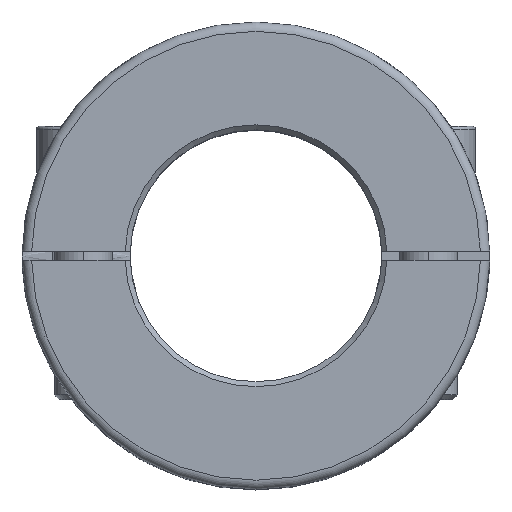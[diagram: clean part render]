
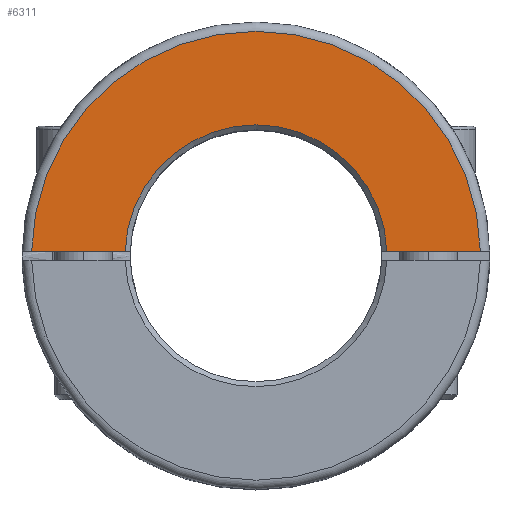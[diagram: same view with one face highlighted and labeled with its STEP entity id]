
A CAD part, top view. The second image highlights one B-rep face of the part: STEP entity #6311.
In plain terms, the highlighted planar face has unit normal (0, 0, 1).
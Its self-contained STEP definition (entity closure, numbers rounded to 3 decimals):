
#231 = DIRECTION ( 'NONE',  ( 1., 0., 0. ) ) ;
#244 = EDGE_LOOP ( 'NONE', ( #6452, #6392, #875, #1431 ) ) ;
#635 = CARTESIAN_POINT ( 'NONE',  ( -18.188, 0.65, 26.25 ) ) ;
#688 = CARTESIAN_POINT ( 'NONE',  ( 0., 0., 26.25 ) ) ;
#787 = EDGE_CURVE ( 'NONE', #4533, #5383, #7765, .T. ) ;
#792 = LINE ( 'NONE', #7640, #6078 ) ;
#875 = ORIENTED_EDGE ( 'NONE', *, *, #2301, .F. ) ;
#1121 = VECTOR ( 'NONE', #3975, 1000. ) ;
#1134 = AXIS2_PLACEMENT_3D ( 'NONE', #7691, #6553, #3939 ) ;
#1431 = ORIENTED_EDGE ( 'NONE', *, *, #6779, .T. ) ;
#2188 = VERTEX_POINT ( 'NONE', #4290 ) ;
#2301 = EDGE_CURVE ( 'NONE', #2686, #2188, #792, .T. ) ;
#2321 = CARTESIAN_POINT ( 'NONE',  ( 31.193, 0.65, 26.25 ) ) ;
#2663 = PLANE ( 'NONE',  #4350 ) ;
#2686 = VERTEX_POINT ( 'NONE', #635 ) ;
#3423 = FACE_OUTER_BOUND ( 'NONE', #244, .T. ) ;
#3835 = CIRCLE ( 'NONE', #7328, 31.2 ) ;
#3939 = DIRECTION ( 'NONE',  ( 1., 0., 0. ) ) ;
#3975 = DIRECTION ( 'NONE',  ( -1., 0., 0. ) ) ;
#4290 = CARTESIAN_POINT ( 'NONE',  ( -31.193, 0.65, 26.25 ) ) ;
#4350 = AXIS2_PLACEMENT_3D ( 'NONE', #688, #5915, #5238 ) ;
#4533 = VERTEX_POINT ( 'NONE', #2321 ) ;
#4536 = DIRECTION ( 'NONE',  ( -1., 0., 0. ) ) ;
#4735 = CARTESIAN_POINT ( 'NONE',  ( 18.188, 0.65, 26.25 ) ) ;
#4783 = CIRCLE ( 'NONE', #1134, 18.2 ) ;
#5238 = DIRECTION ( 'NONE',  ( 1., 0., 0. ) ) ;
#5383 = VERTEX_POINT ( 'NONE', #4735 ) ;
#5387 = EDGE_CURVE ( 'NONE', #4533, #2188, #3835, .T. ) ;
#5915 = DIRECTION ( 'NONE',  ( 0., 0., 1. ) ) ;
#6078 = VECTOR ( 'NONE', #4536, 1000. ) ;
#6311 = ADVANCED_FACE ( 'NONE', ( #3423 ), #2663, .T. ) ;
#6392 = ORIENTED_EDGE ( 'NONE', *, *, #5387, .T. ) ;
#6452 = ORIENTED_EDGE ( 'NONE', *, *, #787, .F. ) ;
#6553 = DIRECTION ( 'NONE',  ( 0., 0., -1. ) ) ;
#6779 = EDGE_CURVE ( 'NONE', #2686, #5383, #4783, .T. ) ;
#7169 = CARTESIAN_POINT ( 'NONE',  ( 0., 0.65, 26.25 ) ) ;
#7328 = AXIS2_PLACEMENT_3D ( 'NONE', #7390, #7948, #231 ) ;
#7390 = CARTESIAN_POINT ( 'NONE',  ( 0., 0., 26.25 ) ) ;
#7640 = CARTESIAN_POINT ( 'NONE',  ( 0., 0.65, 26.25 ) ) ;
#7691 = CARTESIAN_POINT ( 'NONE',  ( 0., 0., 26.25 ) ) ;
#7765 = LINE ( 'NONE', #7169, #1121 ) ;
#7948 = DIRECTION ( 'NONE',  ( 0., 0., 1. ) ) ;
